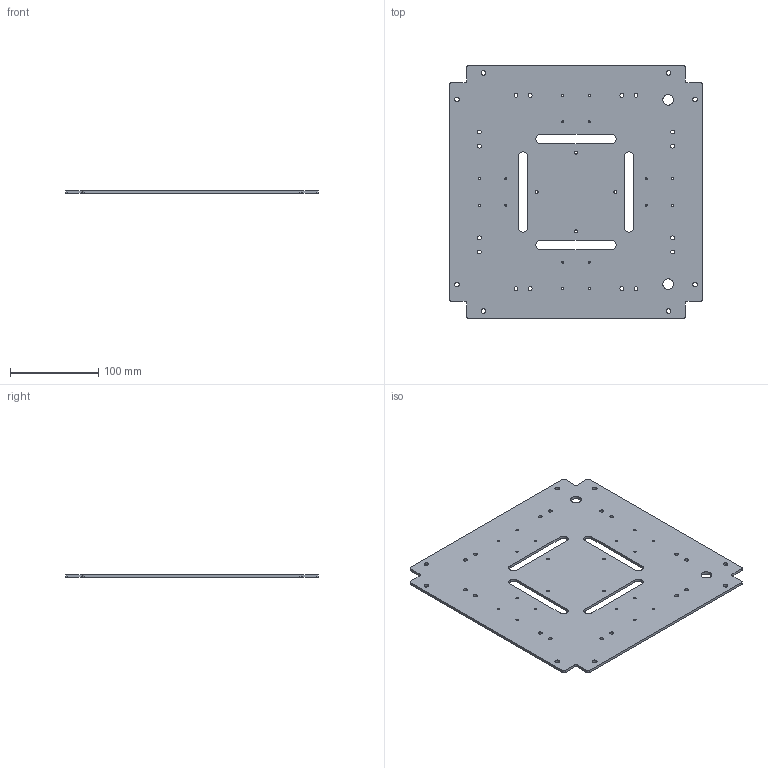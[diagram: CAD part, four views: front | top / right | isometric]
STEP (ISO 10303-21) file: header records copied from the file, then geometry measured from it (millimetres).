
FILE_DESCRIPTION(/* description */ (''),/* implementation_level */ '2;1');
FILE_NAME(/* name */ 'Middle Plate.step',/* time_stamp */ '2025-11-18T11:16:48-05:00',/* author */ (''),/* organization */ (''),/* preprocessor_version */ 'ST-DEVELOPER v20.1',/* originating_system */ 'Autodesk Translation Framework v14.21.0.0',/* authorisation */ '');
FILE_SCHEMA (('AUTOMOTIVE_DESIGN { 1 0 10303 214 3 1 1 }'));
Length unit declared in the file: millimetre
Products named in the file (1): Middle Plate
Bounding box: 286.5 x 286.5 x 3 mm (x, y, z)
Volume: 227848.3 mm3; surface area: 159420.2 mm2
Topology: 1 solids, 1 shells, 88 faces, 258 edges, 172 vertices
Faces by surface type: cylinder 66, plane 22
Full cylindrical faces by diameter (mm): 2.5 x16, 3.3 x4, 4.3 x16, 5.3 x8, 12 x2
Entity records: 3234 total; most frequent: DIRECTION 568, CARTESIAN_POINT 519, ORIENTED_EDGE 516, EDGE_CURVE 258, AXIS2_PLACEMENT_3D 221, EDGE_LOOP 188, VERTEX_POINT 172, CIRCLE 132
